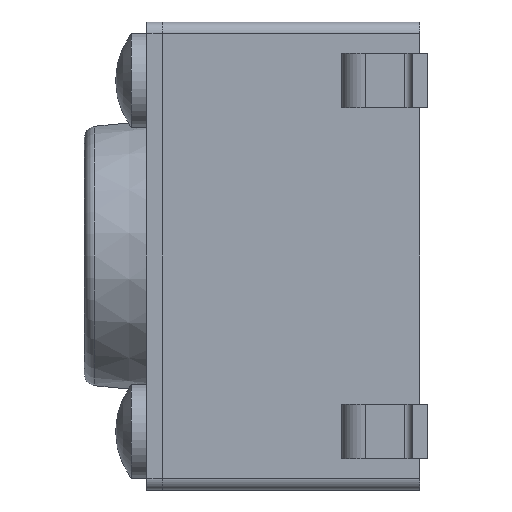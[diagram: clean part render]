
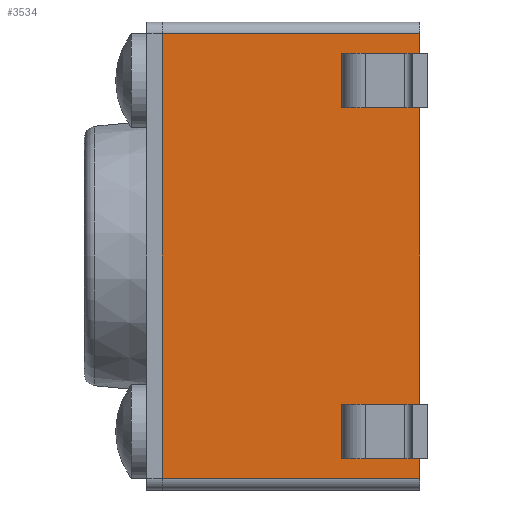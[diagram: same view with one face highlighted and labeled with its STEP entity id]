
A CAD part, left-side view. The second image highlights one B-rep face of the part: STEP entity #3534.
In plain terms, the highlighted planar face has unit normal (-1, 0, 0).
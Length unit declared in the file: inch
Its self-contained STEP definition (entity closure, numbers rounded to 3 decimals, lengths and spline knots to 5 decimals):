
#139 = ORIENTED_EDGE ( 'NONE', *, *, #2035, .T. ) ;
#224 = CARTESIAN_POINT ( 'NONE',  ( -0.11811, 0.12992, -0.1122 ) ) ;
#243 = DIRECTION ( 'NONE',  ( 1., 0., 0. ) ) ;
#446 = LINE ( 'NONE', #461, #2568 ) ;
#458 = ORIENTED_EDGE ( 'NONE', *, *, #2111, .T. ) ;
#461 = CARTESIAN_POINT ( 'NONE',  ( -0.11811, 0.12992, 0.1122 ) ) ;
#617 = VECTOR ( 'NONE', #2951, 39.37008 ) ;
#706 = DIRECTION ( 'NONE',  ( 0., -1., 0. ) ) ;
#763 = CARTESIAN_POINT ( 'NONE',  ( -0.11811, 0.12992, -0.11811 ) ) ;
#895 = VECTOR ( 'NONE', #706, 39.37008 ) ;
#1205 = CARTESIAN_POINT ( 'NONE',  ( -0.11811, 0., 0.1122 ) ) ;
#1354 = AXIS2_PLACEMENT_3D ( 'NONE', #763, #243, #2950 ) ;
#1436 = CARTESIAN_POINT ( 'NONE',  ( -0.11811, 0., -0.1122 ) ) ;
#1483 = VERTEX_POINT ( 'NONE', #2701 ) ;
#1624 = VERTEX_POINT ( 'NONE', #1436 ) ;
#1838 = LINE ( 'NONE', #3514, #617 ) ;
#1889 = LINE ( 'NONE', #2393, #2340 ) ;
#1994 = VERTEX_POINT ( 'NONE', #1205 ) ;
#2035 = EDGE_CURVE ( 'NONE', #3469, #1624, #2144, .T. ) ;
#2111 = EDGE_CURVE ( 'NONE', #1994, #1483, #446, .T. ) ;
#2144 = LINE ( 'NONE', #3180, #895 ) ;
#2178 = EDGE_CURVE ( 'NONE', #1624, #1994, #1838, .T. ) ;
#2340 = VECTOR ( 'NONE', #2999, 39.37008 ) ;
#2362 = DIRECTION ( 'NONE',  ( 0., 1., 0. ) ) ;
#2393 = CARTESIAN_POINT ( 'NONE',  ( -0.11811, 0.12992, -0.11811 ) ) ;
#2534 = EDGE_CURVE ( 'NONE', #3469, #1483, #1889, .T. ) ;
#2568 = VECTOR ( 'NONE', #2362, 39.37008 ) ;
#2701 = CARTESIAN_POINT ( 'NONE',  ( -0.11811, 0.12992, 0.1122 ) ) ;
#2721 = PLANE ( 'NONE',  #1354 ) ;
#2950 = DIRECTION ( 'NONE',  ( 0., 1., 0. ) ) ;
#2951 = DIRECTION ( 'NONE',  ( 0., 0., 1. ) ) ;
#2997 = ORIENTED_EDGE ( 'NONE', *, *, #2534, .F. ) ;
#2999 = DIRECTION ( 'NONE',  ( 0., 0., 1. ) ) ;
#3180 = CARTESIAN_POINT ( 'NONE',  ( -0.11811, 0.12992, -0.1122 ) ) ;
#3245 = EDGE_LOOP ( 'NONE', ( #2997, #139, #3523, #458 ) ) ;
#3469 = VERTEX_POINT ( 'NONE', #224 ) ;
#3514 = CARTESIAN_POINT ( 'NONE',  ( -0.11811, 0., -0.11811 ) ) ;
#3523 = ORIENTED_EDGE ( 'NONE', *, *, #2178, .T. ) ;
#3534 = ADVANCED_FACE ( 'NONE', ( #3570 ), #2721, .F. ) ;
#3570 = FACE_OUTER_BOUND ( 'NONE', #3245, .T. ) ;
